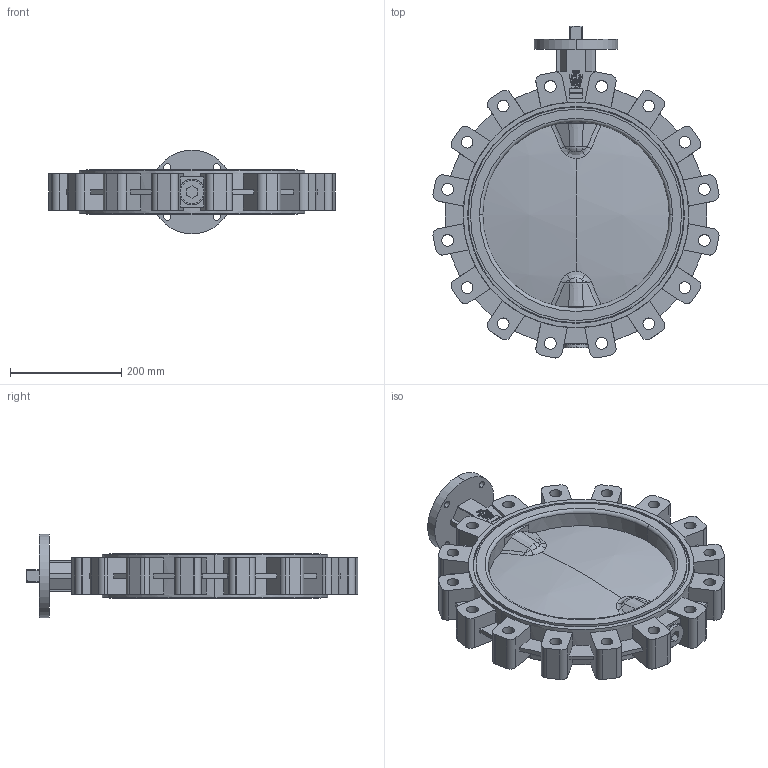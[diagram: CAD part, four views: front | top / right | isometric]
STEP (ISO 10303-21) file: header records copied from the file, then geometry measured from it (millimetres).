
FILE_DESCRIPTION (( 'STEP AP214' ), '1' );
FILE_NAME ('EVTLS-i DN350 PN16 F12-L22.STEP', '2024-04-24T10:26:27', ( '' ), ( '' ), 'SwSTEP 2.0', 'SolidWorks 2015', '' );
FILE_SCHEMA (( 'AUTOMOTIVE_DESIGN' ));
Length unit declared in the file: millimetre
Products named in the file (1): EVTLS-i DN350 PN16 F12-L22
Bounding box: 513.19 x 595.59 x 150 mm (x, y, z)
Volume: 8784725.2 mm3; surface area: 777694.4 mm2
Topology: 1 solids, 1 shells, 605 faces, 1666 edges, 1099 vertices
Faces by surface type: plane 353, cylinder 120, bspline 94, torus 24, cone 10, sphere 4
Entity records: 30290 total; most frequent: CARTESIAN_POINT 9235, ORIENTED_EDGE 3332, DIRECTION 2835, EDGE_CURVE 1666, VERTEX_POINT 1099, LINE 1053, VECTOR 1053, AXIS2_PLACEMENT_3D 891
